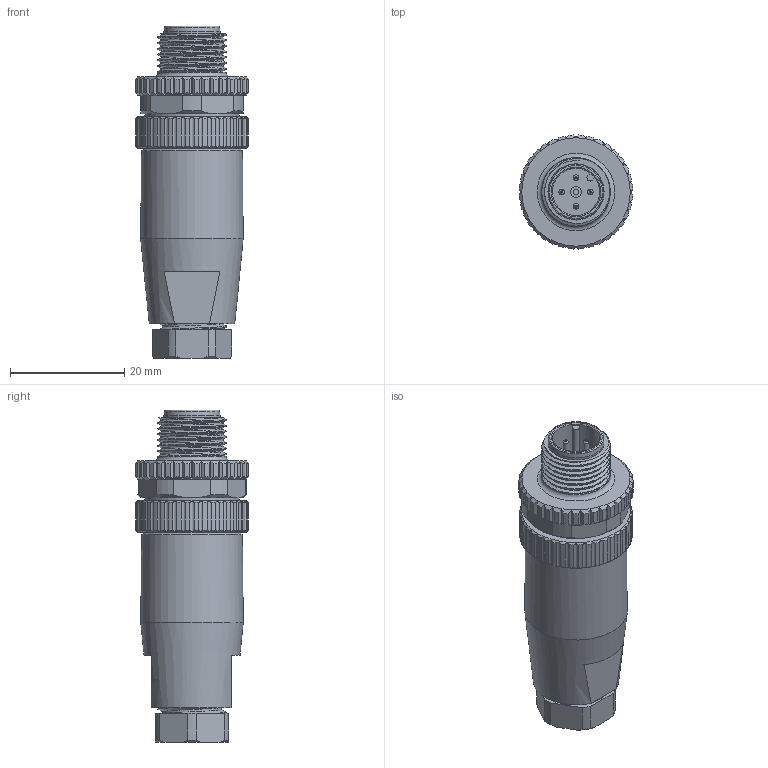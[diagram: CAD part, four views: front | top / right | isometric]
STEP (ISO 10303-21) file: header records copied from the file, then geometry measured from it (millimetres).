
FILE_DESCRIPTION(/* description */ (''),/* implementation_level */ '2;1');
FILE_NAME(/* name */ 'LS12.4-0-C-BU.stp',/* time_stamp */ '2023-11-10T16:25:02+08:00',/* author */ (''),/* organization */ (''),/* preprocessor_version */ 'ST-DEVELOPER v16',/* originating_system */ 'SIEMENS PLM Software NX 10.0',/* authorisation */ '');
FILE_SCHEMA (('AUTOMOTIVE_DESIGN { 1 0 10303 214 3 1 1 1 }'));
Length unit declared in the file: millimetre
Products named in the file (1): _model7
Bounding box: 19.98 x 19.98 x 58.2 mm (x, y, z)
Volume: 11746.4 mm3; surface area: 6260.4 mm2
Topology: 8 solids, 8 shells, 340 faces, 924 edges, 610 vertices
Faces by surface type: cylinder 184, plane 124, cone 19, bspline 10, torus 3
Full cylindrical faces by diameter (mm): 1 x5, 2 x1, 7 x2, 8 x1, 8.3 x1, 9.5 x2, 9.85 x1, 16.6 x1, 17 x1
Entity records: 14532 total; most frequent: CARTESIAN_POINT 6056, ORIENTED_EDGE 1756, DIRECTION 1586, EDGE_CURVE 878, AXIS2_PLACEMENT_3D 651, VERTEX_POINT 595, EDGE_LOOP 385, ADVANCED_FACE 340
